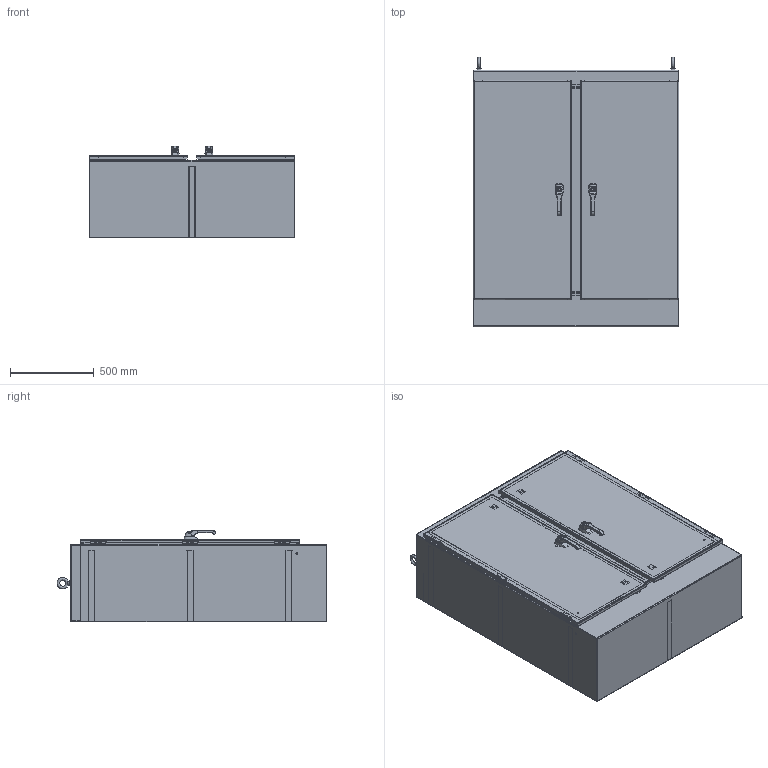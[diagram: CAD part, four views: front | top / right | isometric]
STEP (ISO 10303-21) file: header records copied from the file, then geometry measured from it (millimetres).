
FILE_DESCRIPTION (( 'STEP AP214' ), '1' );
FILE_NAME ('WRD604818FSD4_DELSURFACES.STEP', '2018-05-04T15:39:48', ( '' ), ( '' ), 'SwSTEP 2.0', 'SolidWorks 2017', '' );
FILE_SCHEMA (( 'AUTOMOTIVE_DESIGN' ));
Length unit declared in the file: inch
Products named in the file (1): WRD604818FSD4_DELSURFACES
Bounding box: 1222.58 x 1606.18 x 546.79 mm (x, y, z)
Volume: 22768577.5 mm3; surface area: 16107744.3 mm2
Topology: 141 solids, 141 shells, 2958 faces, 7284 edges, 4704 vertices
Faces by surface type: plane 1390, cylinder 994, bspline 314, cone 260
Full cylindrical faces by diameter (mm): 3.2 x6, 3.9 x2, 3.969 x8, 4.2 x4, 4.5 x4, 4.978 x12, 5 x6, 5.08 x8, 5.4 x4, 5.69 x8, 5.842 x12, 6 x2, 6.128 x4, 6.172 x4, 6.337 x12, 6.345 x6, 6.35 x40, 6.41 x4, 6.756 x20, 7.023 x32, 7.137 x18, 7.144 x4, 7.937 x4, 8 x2, 8.2 x2, 8.56 x4, 9.525 x4, 10.16 x8, 11.125 x8, 12.7 x4
Entity records: 122502 total; most frequent: CARTESIAN_POINT 54445, DIRECTION 13254, ORIENTED_EDGE 13132, EDGE_CURVE 6566, AXIS2_PLACEMENT_3D 4921, VERTEX_POINT 4538, EDGE_LOOP 3958, VECTOR 3412
